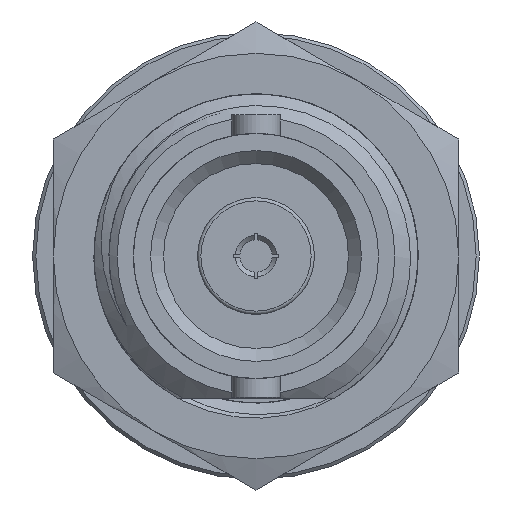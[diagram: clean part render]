
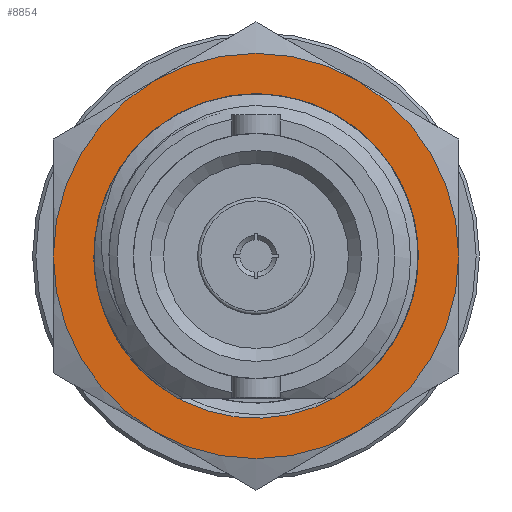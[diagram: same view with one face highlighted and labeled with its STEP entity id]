
A CAD part, left-side view. The second image highlights one B-rep face of the part: STEP entity #8854.
In plain terms, the highlighted planar face has unit normal (-1, 0, 0).
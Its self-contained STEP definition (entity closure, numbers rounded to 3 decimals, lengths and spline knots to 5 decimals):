
#795 = ORIENTED_EDGE ( 'NONE', *, *, #14796, .T. ) ;
#1428 = CIRCLE ( 'NONE', #24490, 0.3125 ) ;
#2423 = CARTESIAN_POINT ( 'NONE',  ( 0.48452, -0.3125, 0. ) ) ;
#3231 = DIRECTION ( 'NONE',  ( -1., 0., 0. ) ) ;
#3346 = DIRECTION ( 'NONE',  ( 0., 0., 1. ) ) ;
#3522 = CARTESIAN_POINT ( 'NONE',  ( 0.48452, 0., 0. ) ) ;
#4531 = DIRECTION ( 'NONE',  ( -1., 0., 0. ) ) ;
#5046 = VERTEX_POINT ( 'NONE', #16439 ) ;
#5119 = DIRECTION ( 'NONE',  ( -1., 0., 0. ) ) ;
#7480 = EDGE_CURVE ( 'NONE', #21055, #21055, #11349, .T. ) ;
#8065 = EDGE_LOOP ( 'NONE', ( #26244, #795, #8735, #8925, #27671, #11626 ) ) ;
#8170 = DIRECTION ( 'NONE',  ( 0., 0., 1. ) ) ;
#8479 = DIRECTION ( 'NONE',  ( 0., 0., 1. ) ) ;
#8735 = ORIENTED_EDGE ( 'NONE', *, *, #19760, .T. ) ;
#8849 = VERTEX_POINT ( 'NONE', #24434 ) ;
#8854 = ADVANCED_FACE ( 'NONE', ( #15018, #10617 ), #17541, .T. ) ;
#8925 = ORIENTED_EDGE ( 'NONE', *, *, #18122, .T. ) ;
#8931 = AXIS2_PLACEMENT_3D ( 'NONE', #17026, #12451, #3346 ) ;
#10343 = AXIS2_PLACEMENT_3D ( 'NONE', #23970, #5119, #26031 ) ;
#10617 = FACE_OUTER_BOUND ( 'NONE', #8065, .T. ) ;
#11349 = CIRCLE ( 'NONE', #10343, 0.25015 ) ;
#11626 = ORIENTED_EDGE ( 'NONE', *, *, #17528, .T. ) ;
#12423 = AXIS2_PLACEMENT_3D ( 'NONE', #13172, #23379, #8479 ) ;
#12451 = DIRECTION ( 'NONE',  ( -1., 0., 0. ) ) ;
#12651 = DIRECTION ( 'NONE',  ( 0., 0., 1. ) ) ;
#13097 = DIRECTION ( 'NONE',  ( 0., 0., 1. ) ) ;
#13172 = CARTESIAN_POINT ( 'NONE',  ( 0.48452, 0., 0. ) ) ;
#13435 = CIRCLE ( 'NONE', #23490, 0.3125 ) ;
#14796 = EDGE_CURVE ( 'NONE', #19766, #8849, #17965, .T. ) ;
#15018 = FACE_BOUND ( 'NONE', #19285, .T. ) ;
#15589 = EDGE_CURVE ( 'NONE', #5046, #23065, #30998, .T. ) ;
#16079 = CARTESIAN_POINT ( 'NONE',  ( 0.48452, -0.15625, 0.27063 ) ) ;
#16293 = VERTEX_POINT ( 'NONE', #16079 ) ;
#16439 = CARTESIAN_POINT ( 'NONE',  ( 0.48452, -0.15625, -0.27063 ) ) ;
#17026 = CARTESIAN_POINT ( 'NONE',  ( 0.48452, 0., 0. ) ) ;
#17528 = EDGE_CURVE ( 'NONE', #23065, #16293, #13435, .T. ) ;
#17541 = PLANE ( 'NONE',  #19972 ) ;
#17965 = CIRCLE ( 'NONE', #18940, 0.3125 ) ;
#18122 = EDGE_CURVE ( 'NONE', #19456, #5046, #21475, .T. ) ;
#18940 = AXIS2_PLACEMENT_3D ( 'NONE', #20109, #22156, #8170 ) ;
#19005 = CARTESIAN_POINT ( 'NONE',  ( 0.48452, 0., 0.25015 ) ) ;
#19285 = EDGE_LOOP ( 'NONE', ( #27627 ) ) ;
#19456 = VERTEX_POINT ( 'NONE', #22622 ) ;
#19760 = EDGE_CURVE ( 'NONE', #8849, #19456, #1428, .T. ) ;
#19766 = VERTEX_POINT ( 'NONE', #23544 ) ;
#19972 = AXIS2_PLACEMENT_3D ( 'NONE', #24752, #3231, #12651 ) ;
#20109 = CARTESIAN_POINT ( 'NONE',  ( 0.48452, 0., 0. ) ) ;
#21055 = VERTEX_POINT ( 'NONE', #19005 ) ;
#21191 = CARTESIAN_POINT ( 'NONE',  ( 0.48452, 0., 0. ) ) ;
#21475 = CIRCLE ( 'NONE', #26506, 0.3125 ) ;
#22156 = DIRECTION ( 'NONE',  ( -1., 0., 0. ) ) ;
#22622 = CARTESIAN_POINT ( 'NONE',  ( 0.48452, 0.15625, -0.27063 ) ) ;
#23065 = VERTEX_POINT ( 'NONE', #2423 ) ;
#23379 = DIRECTION ( 'NONE',  ( -1., 0., 0. ) ) ;
#23475 = CIRCLE ( 'NONE', #12423, 0.3125 ) ;
#23490 = AXIS2_PLACEMENT_3D ( 'NONE', #27879, #30398, #25983 ) ;
#23544 = CARTESIAN_POINT ( 'NONE',  ( 0.48452, 0.15625, 0.27063 ) ) ;
#23864 = EDGE_CURVE ( 'NONE', #16293, #19766, #23475, .T. ) ;
#23970 = CARTESIAN_POINT ( 'NONE',  ( 0.48452, 0., 0. ) ) ;
#24434 = CARTESIAN_POINT ( 'NONE',  ( 0.48452, 0.3125, 0. ) ) ;
#24490 = AXIS2_PLACEMENT_3D ( 'NONE', #21191, #4531, #28114 ) ;
#24752 = CARTESIAN_POINT ( 'NONE',  ( 0.48452, 0., 0. ) ) ;
#25666 = DIRECTION ( 'NONE',  ( -1., 0., 0. ) ) ;
#25983 = DIRECTION ( 'NONE',  ( 0., 0., 1. ) ) ;
#26031 = DIRECTION ( 'NONE',  ( 0., 0., 1. ) ) ;
#26244 = ORIENTED_EDGE ( 'NONE', *, *, #23864, .T. ) ;
#26506 = AXIS2_PLACEMENT_3D ( 'NONE', #3522, #25666, #13097 ) ;
#27627 = ORIENTED_EDGE ( 'NONE', *, *, #7480, .F. ) ;
#27671 = ORIENTED_EDGE ( 'NONE', *, *, #15589, .T. ) ;
#27879 = CARTESIAN_POINT ( 'NONE',  ( 0.48452, 0., 0. ) ) ;
#28114 = DIRECTION ( 'NONE',  ( 0., 0., 1. ) ) ;
#30398 = DIRECTION ( 'NONE',  ( -1., 0., 0. ) ) ;
#30998 = CIRCLE ( 'NONE', #8931, 0.3125 ) ;
